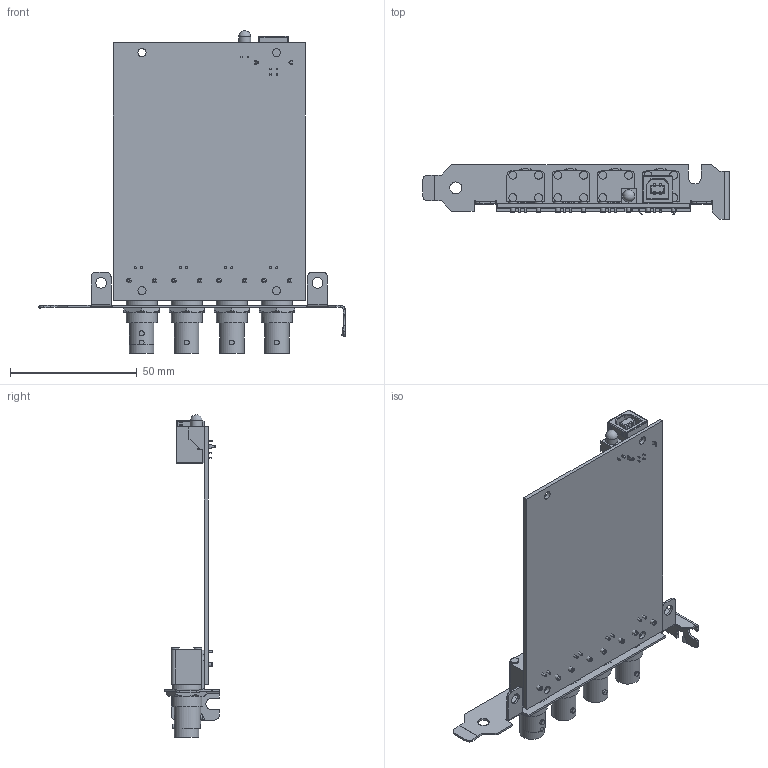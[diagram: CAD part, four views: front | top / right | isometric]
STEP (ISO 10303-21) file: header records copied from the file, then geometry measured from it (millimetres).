
FILE_DESCRIPTION (( 'STEP AP214' ), '1' );
FILE_NAME ('2255.STEP', '2023-10-10T22:46:35', ( '' ), ( '' ), 'SwSTEP 2.0', 'SolidWorks 2012', '' );
FILE_SCHEMA (( 'AUTOMOTIVE_DESIGN' ));
Length unit declared in the file: inch
Products named in the file (7): BNC_metal body; LED_5mm RA; 2255; BNC; 2255-pwb; USB-B; 2255ME_BRKT
Assembly tree (9 placements, depth 2):
  2255
    2255-pwb
    BNC_metal body  x4
    USB-B
    LED_5mm RA
    2255ME_BRKT
    BNC
Bounding box: 120.85 x 21.59 x 127.16 mm (x, y, z)
Volume: 33288.6 mm3; surface area: 35964 mm2
Topology: 19 solids, 19 shells, 672 faces, 1546 edges, 1000 vertices
Faces by surface type: plane 441, cylinder 156, cone 49, bspline 16, torus 8, sphere 2
Full cylindrical faces by diameter (mm): 0.889 x8, 1.016 x1, 1.27 x4, 1.778 x8, 1.905 x8, 2.032 x2, 3.048 x1, 3.175 x28, 3.81 x4, 4.216 x2, 4.75 x1, 4.801 x1, 8.331 x1, 8.636 x4, 9.601 x1, 9.652 x4, 11.112 x3, 11.113 x1
Entity records: 14193 total; most frequent: CARTESIAN_POINT 3107, ORIENTED_EDGE 1972, DIRECTION 1939, EDGE_CURVE 986, VECTOR 727, LINE 727, VERTEX_POINT 654, AXIS2_PLACEMENT_3D 606
